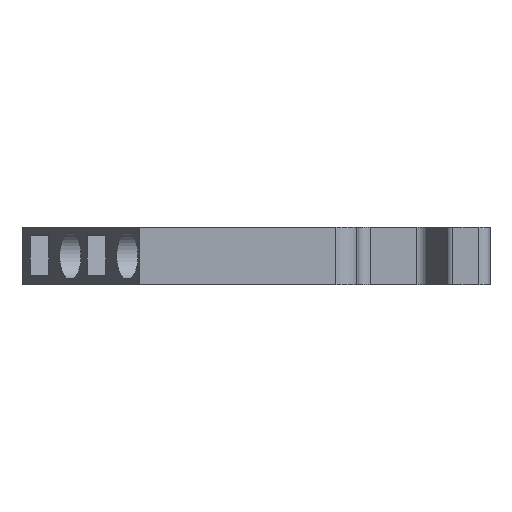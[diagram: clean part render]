
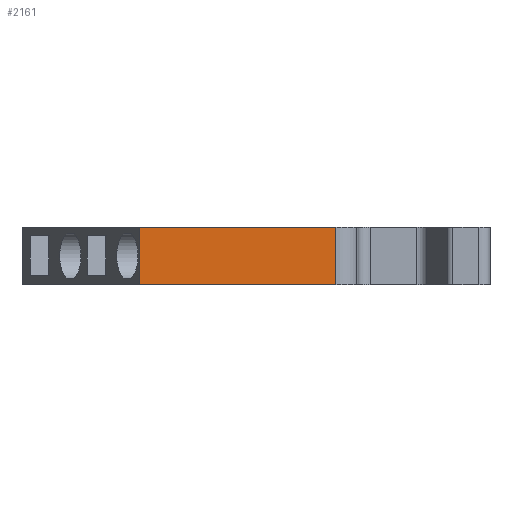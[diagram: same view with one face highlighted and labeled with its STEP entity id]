
A CAD part, left-side view. The second image highlights one B-rep face of the part: STEP entity #2161.
In plain terms, the highlighted planar face has unit normal (-1, 0, 0).
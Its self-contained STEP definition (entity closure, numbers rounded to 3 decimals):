
#367=DIRECTION('',(0.,-1.,0.));
#368=VECTOR('',#367,17.21);
#369=CARTESIAN_POINT('',(-25.1,10.208,-2.5));
#370=LINE('',#369,#368);
#371=DIRECTION('',(0.,0.,1.));
#372=VECTOR('',#371,5.);
#373=CARTESIAN_POINT('',(-25.1,-7.003,-2.5));
#374=LINE('',#373,#372);
#375=DIRECTION('',(0.,0.,1.));
#376=VECTOR('',#375,5.);
#377=CARTESIAN_POINT('',(-25.1,10.208,-2.5));
#378=LINE('',#377,#376);
#804=DIRECTION('',(0.,-1.,0.));
#805=VECTOR('',#804,17.21);
#806=CARTESIAN_POINT('',(-25.1,10.208,2.5));
#807=LINE('',#806,#805);
#1511=CARTESIAN_POINT('',(-25.1,-7.003,-2.5));
#1513=VERTEX_POINT('',#1511);
#1651=CARTESIAN_POINT('',(-25.1,10.208,-2.5));
#1652=VERTEX_POINT('',#1651);
#1653=CARTESIAN_POINT('',(-25.1,-7.003,2.5));
#1655=VERTEX_POINT('',#1653);
#1793=CARTESIAN_POINT('',(-25.1,10.208,2.5));
#1794=VERTEX_POINT('',#1793);
#2148=CARTESIAN_POINT('',(-25.1,10.208,-2.5));
#2149=DIRECTION('',(-1.,0.,0.));
#2150=DIRECTION('',(0.,-1.,0.));
#2151=AXIS2_PLACEMENT_3D('',#2148,#2149,#2150);
#2152=PLANE('',#2151);
#2153=ORIENTED_EDGE('',*,*,#2128,.F.);
#2155=ORIENTED_EDGE('',*,*,#2154,.T.);
#2157=ORIENTED_EDGE('',*,*,#2156,.T.);
#2158=ORIENTED_EDGE('',*,*,#2139,.F.);
#2159=EDGE_LOOP('',(#2153,#2155,#2157,#2158));
#2160=FACE_OUTER_BOUND('',#2159,.F.);
#2128=EDGE_CURVE('',#1652,#1513,#370,.T.);
#2139=EDGE_CURVE('',#1513,#1655,#374,.T.);
#2154=EDGE_CURVE('',#1652,#1794,#378,.T.);
#2156=EDGE_CURVE('',#1794,#1655,#807,.T.);
#2161=ADVANCED_FACE('',(#2160),#2152,.T.);
